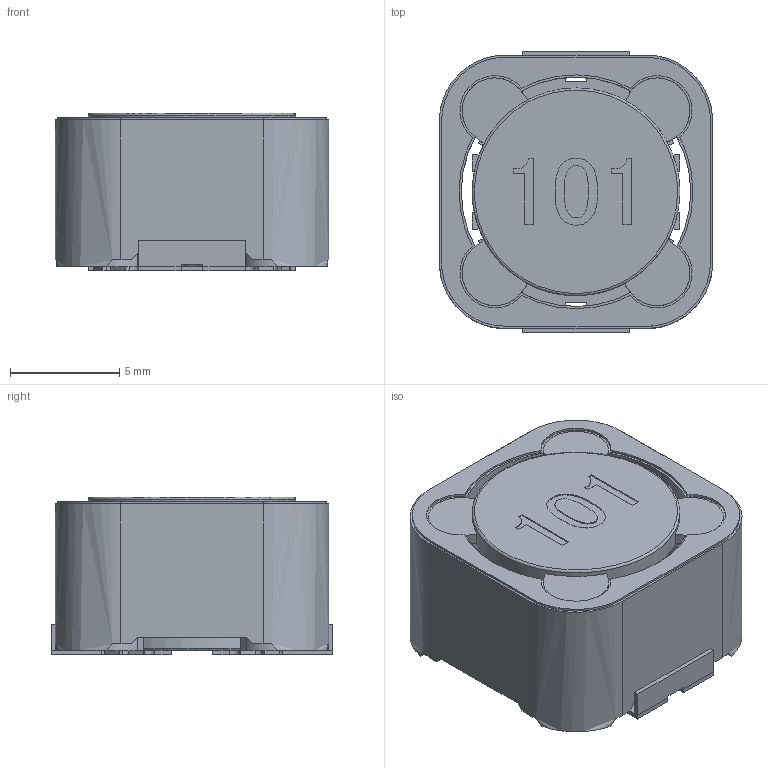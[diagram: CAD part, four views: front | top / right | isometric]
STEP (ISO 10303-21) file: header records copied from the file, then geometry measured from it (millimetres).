
FILE_DESCRIPTION( ('This file contains a STEP AP42 implementation' ,'as created by ZW3D STEP Interface translator.') ,'2;1' );
FILE_NAME( 'CS1208-L(101).stp' ,'14 925.101519', (''), ('ZWCAD Software Co.'), 'Version 1.0', 'ZW3D to STEP translator', '' );
FILE_SCHEMA( ('CONFIG_CONTROL_DESIGN') );
Length unit declared in the file: millimetre
Products named in the file (1): 0
Bounding box: 12.5 x 12.9 x 7.2 mm (x, y, z)
Volume: 559.4 mm3; surface area: 1337.3 mm2
Topology: 14 solids, 14 shells, 264 faces, 679 edges, 452 vertices
Faces by surface type: bspline 264
Entity records: 7666 total; most frequent: CARTESIAN_POINT 3605, ORIENTED_EDGE 1358, EDGE_CURVE 679, B_SPLINE_CURVE_WITH_KNOTS 509, VERTEX_POINT 452, EDGE_LOOP 275, FACE_OUTER_BOUND 264, ADVANCED_FACE 264
